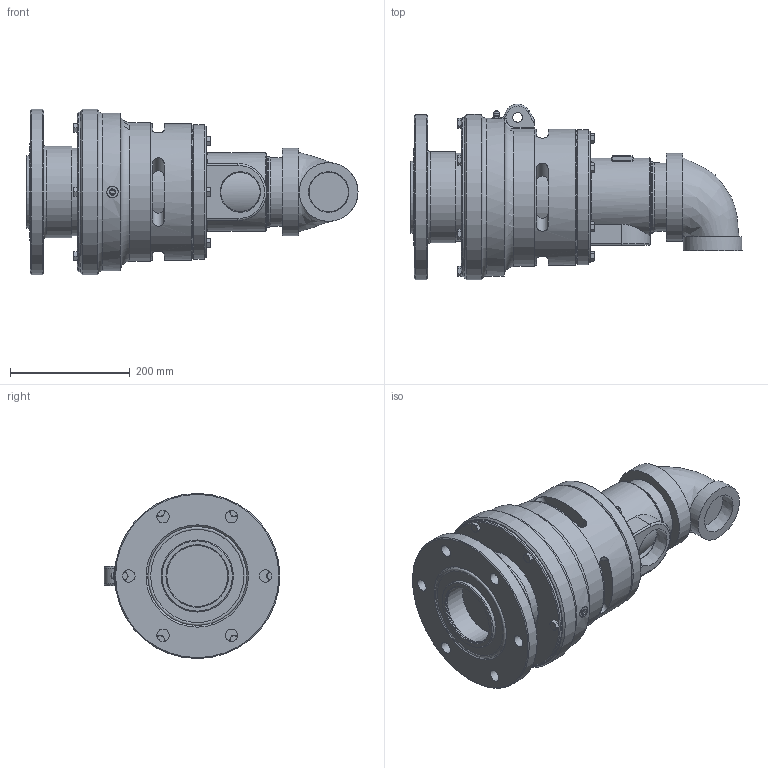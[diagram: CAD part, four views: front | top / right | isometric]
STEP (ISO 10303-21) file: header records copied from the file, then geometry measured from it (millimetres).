
FILE_DESCRIPTION(/* description */ (''),/* implementation_level */ '2;1');
FILE_NAME(/* name */ '6400-051-330-IC.stp',/* time_stamp */ '2020-05-20T15:21:52-05:00',/* author */ ('dyurkovich'),/* organization */ (''),/* preprocessor_version */ 'ST-DEVELOPER v18',/* originating_system */ 'Autodesk Inventor 2020',/* authorisation */ '');
FILE_SCHEMA (('AUTOMOTIVE_DESIGN { 1 0 10303 214 3 1 1 }'));
Products named in the file (1): 6400-051-330-IC
Bounding box: 555.02 x 293.69 x 276.2 mm (x, y, z)
Volume: 14816195.9 mm3; surface area: 647155.4 mm2
Topology: 1 solids, 9 shells, 2329 faces, 6104 edges, 4034 vertices
Faces by surface type: plane 1076, bspline 811, cylinder 298, cone 109, torus 30, sphere 5
Full cylindrical faces by diameter (mm): 5 x1, 9.525 x6, 9.855 x6, 10.287 x1, 11 x6, 11.1 x6, 14.275 x6, 15.9 x1, 19 x8, 20.6 x6, 98.044 x1, 101.6 x1, 103 x1, 119.8 x1, 120.62 x1, 146.6 x1, 147.066 x1, 152.4 x1, 165.1 x1, 225.4 x1, 228 x1, 263.5 x1, 266.4 x1, 267 x1, 276.2 x2
Entity records: 212921 total; most frequent: CARTESIAN_POINT 158612, ORIENTED_EDGE 12204, DIRECTION 9425, EDGE_CURVE 6102, VERTEX_POINT 4034, AXIS2_PLACEMENT_3D 3401, LINE 2623, VECTOR 2623
